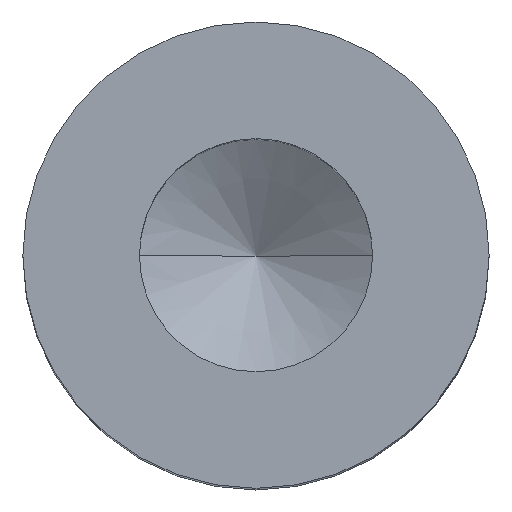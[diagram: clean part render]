
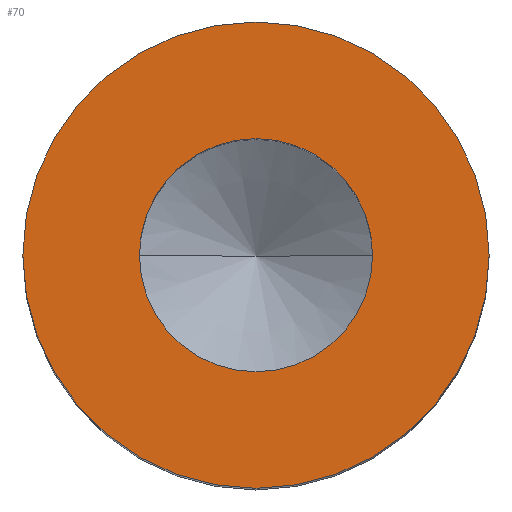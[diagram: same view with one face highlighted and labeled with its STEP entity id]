
A CAD part, top view. The second image highlights one B-rep face of the part: STEP entity #70.
In plain terms, the highlighted planar face has unit normal (0, 0, 1).
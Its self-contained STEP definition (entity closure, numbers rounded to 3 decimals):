
#35 = EDGE_CURVE ( 'NONE', #36, #37, #215, .T. ) ;
#36 = VERTEX_POINT ( 'NONE', #206 ) ;
#37 = VERTEX_POINT ( 'NONE', #205 ) ;
#66 = EDGE_CURVE ( 'NONE', #82, #81, #267, .T. ) ;
#70 = ADVANCED_FACE ( 'NONE', ( #318, #317 ), #316, .T. ) ;
#71 = EDGE_LOOP ( 'NONE', ( #72, #74 ) ) ;
#72 = ORIENTED_EDGE ( 'NONE', *, *, #73, .T. ) ;
#73 = EDGE_CURVE ( 'NONE', #37, #36, #311, .T. ) ;
#74 = ORIENTED_EDGE ( 'NONE', *, *, #35, .T. ) ;
#75 = EDGE_LOOP ( 'NONE', ( #125, #126 ) ) ;
#80 = EDGE_CURVE ( 'NONE', #81, #82, #304, .T. ) ;
#81 = VERTEX_POINT ( 'NONE', #295 ) ;
#82 = VERTEX_POINT ( 'NONE', #294 ) ;
#125 = ORIENTED_EDGE ( 'NONE', *, *, #66, .T. ) ;
#126 = ORIENTED_EDGE ( 'NONE', *, *, #80, .T. ) ;
#205 = CARTESIAN_POINT ( 'NONE',  ( -4.5, 0., 38. ) ) ;
#206 = CARTESIAN_POINT ( 'NONE',  ( 4.5, 0., 38. ) ) ;
#207 = DIRECTION ( 'NONE',  ( -1., 0., 0. ) ) ;
#208 = DIRECTION ( 'NONE',  ( 0., 0., -1. ) ) ;
#209 = CARTESIAN_POINT ( 'NONE',  ( 0., 0., 38. ) ) ;
#210 = AXIS2_PLACEMENT_3D ( 'NONE', #209, #208, #207 ) ;
#215 = CIRCLE ( 'NONE', #210, 4.5 ) ;
#263 = DIRECTION ( 'NONE',  ( 1., 0., 0. ) ) ;
#264 = DIRECTION ( 'NONE',  ( 0., 0., 1. ) ) ;
#265 = CARTESIAN_POINT ( 'NONE',  ( 0., 0., 38. ) ) ;
#266 = AXIS2_PLACEMENT_3D ( 'NONE', #265, #264, #263 ) ;
#267 = CIRCLE ( 'NONE', #266, 9. ) ;
#294 = CARTESIAN_POINT ( 'NONE',  ( -9., 0., 38. ) ) ;
#295 = CARTESIAN_POINT ( 'NONE',  ( 9., 0., 38. ) ) ;
#296 = DIRECTION ( 'NONE',  ( 1., 0., 0. ) ) ;
#297 = DIRECTION ( 'NONE',  ( 0., 0., 1. ) ) ;
#298 = CARTESIAN_POINT ( 'NONE',  ( 0., 0., 38. ) ) ;
#299 = AXIS2_PLACEMENT_3D ( 'NONE', #298, #297, #296 ) ;
#304 = CIRCLE ( 'NONE', #299, 9. ) ;
#307 = DIRECTION ( 'NONE',  ( -1., 0., 0. ) ) ;
#308 = DIRECTION ( 'NONE',  ( 0., 0., -1. ) ) ;
#309 = CARTESIAN_POINT ( 'NONE',  ( 0., 0., 38. ) ) ;
#310 = AXIS2_PLACEMENT_3D ( 'NONE', #309, #308, #307 ) ;
#311 = CIRCLE ( 'NONE', #310, 4.5 ) ;
#312 = DIRECTION ( 'NONE',  ( 1., 0., 0. ) ) ;
#313 = DIRECTION ( 'NONE',  ( 0., 0., 1. ) ) ;
#314 = CARTESIAN_POINT ( 'NONE',  ( 0., 0., 38. ) ) ;
#315 = AXIS2_PLACEMENT_3D ( 'NONE', #314, #313, #312 ) ;
#316 = PLANE ( 'NONE',  #315 ) ;
#317 = FACE_OUTER_BOUND ( 'NONE', #75, .T. ) ;
#318 = FACE_BOUND ( 'NONE', #71, .T. ) ;
